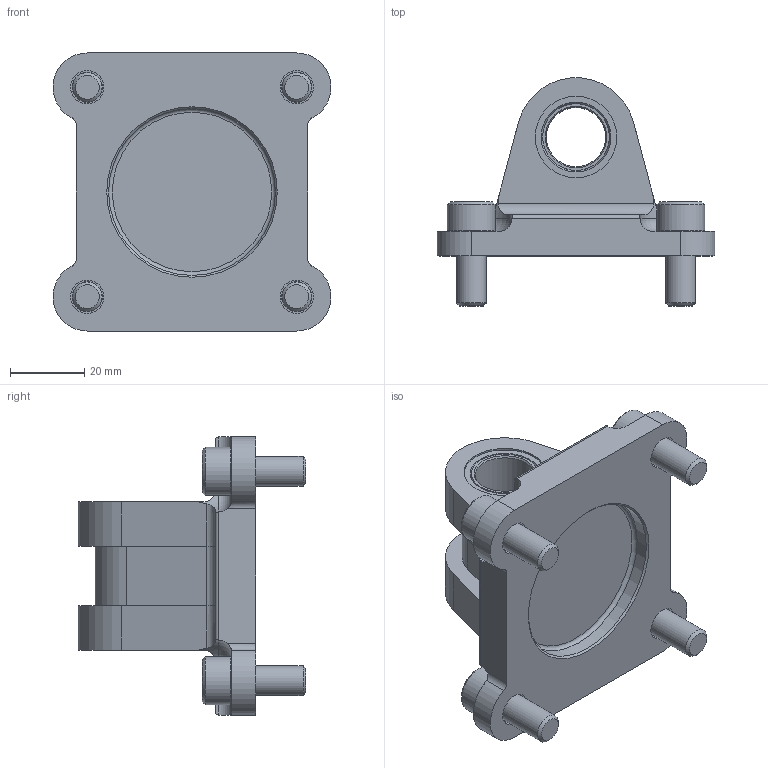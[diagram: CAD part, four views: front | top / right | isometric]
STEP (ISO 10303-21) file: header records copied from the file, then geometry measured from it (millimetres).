
FILE_DESCRIPTION(/* description */ ('STEP AP214'),/* implementation_level */ '2;1');
FILE_NAME(/* name */ '174407_SNCL-63',/* time_stamp */ '2024-09-13T09:57:38+02:00',/* author */ ('License CC BY-ND 4.0'),/* organization */ ('CADENAS'),/* preprocessor_version */ 'ST-DEVELOPER v19.3',/* originating_system */ 'PARTsolutions',/* authorisation */ ' ');
FILE_SCHEMA (('AUTOMOTIVE_DESIGN {1 0 10303 214 3 1 1}'));
Length unit declared in the file: millimetre
Products named in the file (3): 174407 SNCL-63; 687633 SNCL-63---(L); DIN-912 - M8x20(F)
Assembly tree (5 placements, depth 2):
  174407 SNCL-63
    687633 SNCL-63---(L)
    DIN-912 - M8x20(F)  x4
Bounding box: 74.97 x 61.44 x 75 mm (x, y, z)
Volume: 80907.4 mm3; surface area: 25291.1 mm2
Topology: 5 solids, 5 shells, 209 faces, 456 edges, 268 vertices
Faces by surface type: plane 98, cylinder 55, cone 51, torus 5
Full cylindrical faces by diameter (mm): 8 x4, 9 x4, 13 x4, 16 x2, 18 x3, 22 x2, 45 x1
Entity records: 4254 total; most frequent: CARTESIAN_POINT 667, DIRECTION 626, ORIENTED_EDGE 528, EDGE_CURVE 264, AXIS2_PLACEMENT_3D 253, VERTEX_POINT 179, FACE_BOUND 171, EDGE_LOOP 170
